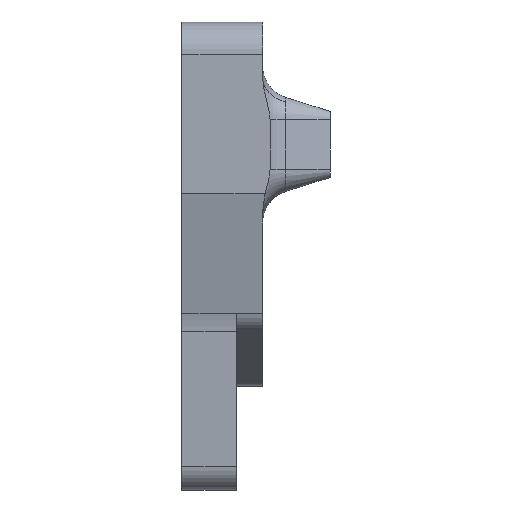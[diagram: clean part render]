
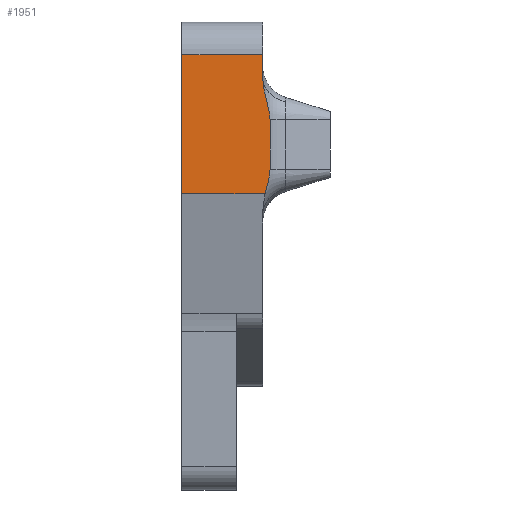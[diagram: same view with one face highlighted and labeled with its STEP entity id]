
A CAD part, left-side view. The second image highlights one B-rep face of the part: STEP entity #1951.
In plain terms, the highlighted planar face has unit normal (-1, 0, 0).
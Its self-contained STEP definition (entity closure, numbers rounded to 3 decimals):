
#74=PLANE('',#2167);
#92=B_SPLINE_CURVE_WITH_KNOTS('',3,(#2905,#2906,#2907,#2908,#2909,#2910),
 .UNSPECIFIED.,.F.,.F.,(4,2,4),(4.043,4.219,4.538),
 .UNSPECIFIED.);
#94=B_SPLINE_CURVE_WITH_KNOTS('',3,(#2926,#2927,#2928,#2929),
 .UNSPECIFIED.,.F.,.F.,(4,4),(0.,0.289),.UNSPECIFIED.);
#105=LINE('',#2931,#265);
#109=LINE('',#2942,#269);
#159=LINE('',#3158,#319);
#226=LINE('',#3359,#386);
#228=LINE('',#3362,#388);
#265=VECTOR('',#2291,10.);
#269=VECTOR('',#2301,1000.);
#319=VECTOR('',#2495,10.);
#386=VECTOR('',#2698,1000.);
#388=VECTOR('',#2702,1000.);
#537=FACE_OUTER_BOUND('',#649,.T.);
#649=EDGE_LOOP('',(#1670,#1671,#1672,#1673,#1674,#1675,#1676));
#825=VERTEX_POINT('',#2892);
#829=VERTEX_POINT('',#2904);
#831=VERTEX_POINT('',#2915);
#833=VERTEX_POINT('',#2924);
#837=VERTEX_POINT('',#2940);
#900=VERTEX_POINT('',#3156);
#966=VERTEX_POINT('',#3358);
#1019=EDGE_CURVE('',#825,#829,#92,.T.);
#1025=EDGE_CURVE('',#833,#831,#94,.T.);
#1026=EDGE_CURVE('',#829,#833,#105,.T.);
#1032=EDGE_CURVE('',#837,#825,#109,.T.);
#1127=EDGE_CURVE('',#837,#900,#159,.T.);
#1224=EDGE_CURVE('',#966,#831,#226,.T.);
#1226=EDGE_CURVE('',#900,#966,#228,.T.);
#1670=ORIENTED_EDGE('',*,*,#1226,.T.);
#1671=ORIENTED_EDGE('',*,*,#1224,.T.);
#1672=ORIENTED_EDGE('',*,*,#1025,.F.);
#1673=ORIENTED_EDGE('',*,*,#1026,.F.);
#1674=ORIENTED_EDGE('',*,*,#1019,.F.);
#1675=ORIENTED_EDGE('',*,*,#1032,.F.);
#1676=ORIENTED_EDGE('',*,*,#1127,.T.);
#1951=ADVANCED_FACE('',(#537),#74,.T.);
#2167=AXIS2_PLACEMENT_3D('',#3361,#2700,#2701);
#2291=DIRECTION('',(0.,0.,-1.));
#2301=DIRECTION('',(0.,0.,-1.));
#2495=DIRECTION('',(0.,1.,0.));
#2698=DIRECTION('',(0.,-1.,0.));
#2700=DIRECTION('center_axis',(-1.,0.,0.));
#2701=DIRECTION('ref_axis',(0.,0.,
-1.));
#2702=DIRECTION('',(0.,0.,-1.));
#2892=CARTESIAN_POINT('',(-24.977,-6.5,61.094));
#2904=CARTESIAN_POINT('',(-24.977,-7.4,55.935));
#2905=CARTESIAN_POINT('Ctrl Pts',(-24.977,-6.5,61.094));
#2906=CARTESIAN_POINT('Ctrl Pts',(-24.977,-6.5,60.506));
#2907=CARTESIAN_POINT('Ctrl Pts',(-24.977,-6.602,59.809));
#2908=CARTESIAN_POINT('Ctrl Pts',(-24.977,-6.967,58.199));
#2909=CARTESIAN_POINT('Ctrl Pts',(-24.977,-7.4,56.998));
#2910=CARTESIAN_POINT('Ctrl Pts',(-24.977,-7.4,55.935));
#2915=CARTESIAN_POINT('',(-24.977,-6.803,46.935));
#2924=CARTESIAN_POINT('',(-24.977,-7.4,49.935));
#2926=CARTESIAN_POINT('Ctrl Pts',(-24.977,-7.4,49.935));
#2927=CARTESIAN_POINT('Ctrl Pts',(-24.977,-7.4,48.973));
#2928=CARTESIAN_POINT('Ctrl Pts',(-24.977,-7.043,47.899));
#2929=CARTESIAN_POINT('Ctrl Pts',(-24.977,-6.803,46.935));
#2931=CARTESIAN_POINT('',(-24.977,-7.4,44.209));
#2940=CARTESIAN_POINT('',(-24.977,-6.5,63.796));
#2942=CARTESIAN_POINT('',(-24.977,-6.5,55.935));
#3156=CARTESIAN_POINT('',(-24.977,3.3,63.796));
#3158=CARTESIAN_POINT('',(-24.977,-6.5,63.796));
#3358=CARTESIAN_POINT('',(-24.977,3.3,46.935));
#3359=CARTESIAN_POINT('',(-24.977,3.5,46.935));
#3361=CARTESIAN_POINT('Origin',(-24.977,3.5,58.935));
#3362=CARTESIAN_POINT('',(-24.977,3.3,46.951));
